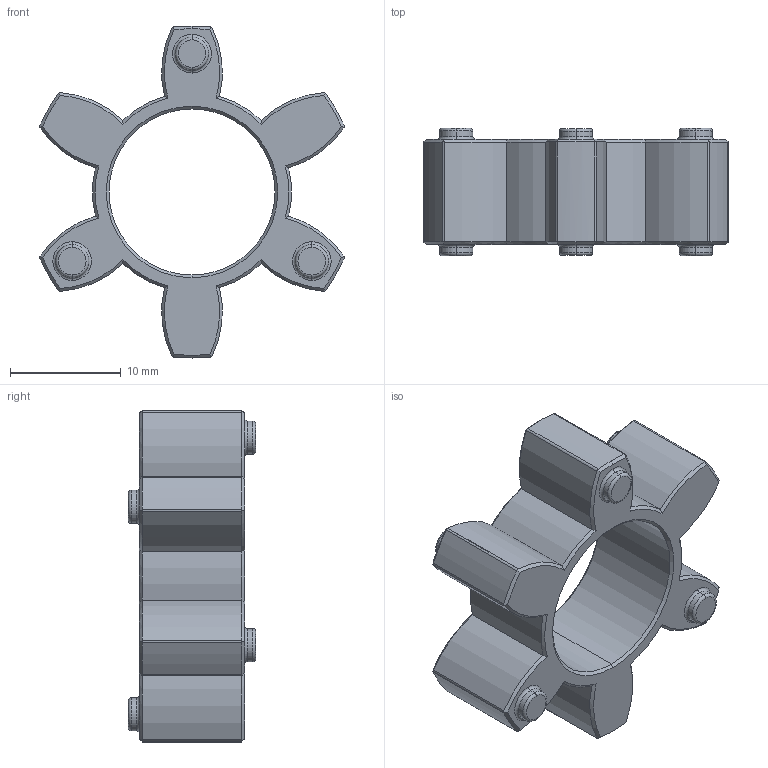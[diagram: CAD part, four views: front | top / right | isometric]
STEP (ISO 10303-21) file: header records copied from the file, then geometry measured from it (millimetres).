
FILE_DESCRIPTION (( 'STEP AP214' ), '1' );
FILE_NAME ('Coupler Spider.STEP', '2018-04-07T07:29:43', ( '' ), ( '' ), 'SwSTEP 2.0', 'SolidWorks 2017', '' );
FILE_SCHEMA (( 'AUTOMOTIVE_DESIGN' ));
Length unit declared in the file: millimetre
Products named in the file (1): Coupler Spider
Bounding box: 27.51 x 11.5 x 30 mm (x, y, z)
Volume: 2506.7 mm3; surface area: 2145.7 mm2
Topology: 1 solids, 1 shells, 139 faces, 340 edges, 209 vertices
Faces by surface type: cone 54, cylinder 53, torus 24, plane 8
Entity records: 4249 total; most frequent: CARTESIAN_POINT 989, DIRECTION 701, ORIENTED_EDGE 680, EDGE_CURVE 340, AXIS2_PLACEMENT_3D 321, VERTEX_POINT 209, CIRCLE 181, EDGE_LOOP 147
